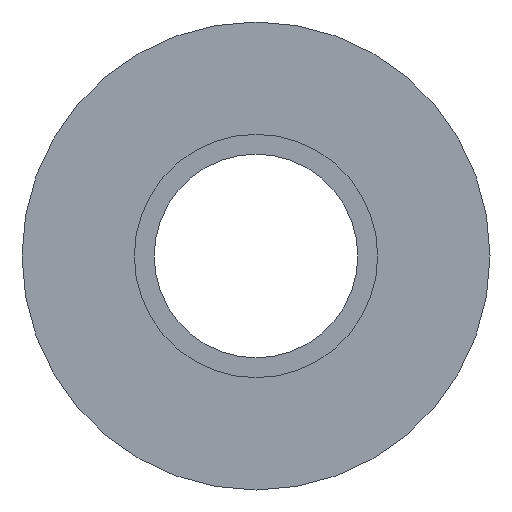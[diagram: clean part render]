
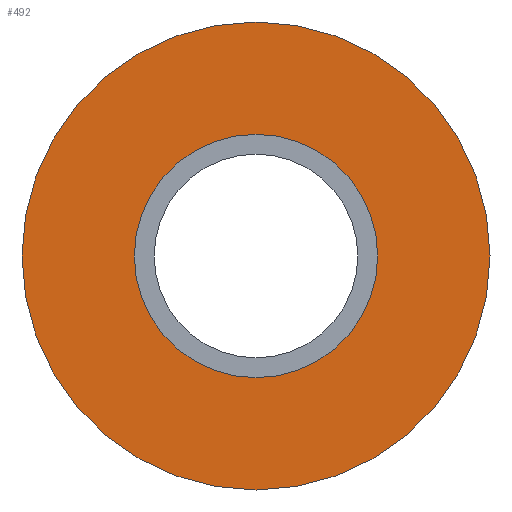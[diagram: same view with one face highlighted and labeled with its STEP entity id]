
A CAD part, front view. The second image highlights one B-rep face of the part: STEP entity #492.
In plain terms, the highlighted planar face has unit normal (0, -1, 0).
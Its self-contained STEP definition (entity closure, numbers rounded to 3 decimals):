
#15 = CIRCLE ( 'NONE', #51, 32.5 ) ;
#51 = AXIS2_PLACEMENT_3D ( 'NONE', #369, #407, #114 ) ;
#65 = ORIENTED_EDGE ( 'NONE', *, *, #304, .F. ) ;
#78 = EDGE_CURVE ( 'NONE', #116, #130, #271, .T. ) ;
#90 = ORIENTED_EDGE ( 'NONE', *, *, #251, .F. ) ;
#96 = FACE_BOUND ( 'NONE', #456, .T. ) ;
#108 = AXIS2_PLACEMENT_3D ( 'NONE', #186, #352, #181 ) ;
#110 = CARTESIAN_POINT ( 'NONE',  ( 0., -1., 0. ) ) ;
#112 = PLANE ( 'NONE',  #238 ) ;
#114 = DIRECTION ( 'NONE',  ( 0., 0., 1. ) ) ;
#115 = AXIS2_PLACEMENT_3D ( 'NONE', #110, #367, #150 ) ;
#116 = VERTEX_POINT ( 'NONE', #314 ) ;
#130 = VERTEX_POINT ( 'NONE', #146 ) ;
#146 = CARTESIAN_POINT ( 'NONE',  ( 0., -1., -32.5 ) ) ;
#150 = DIRECTION ( 'NONE',  ( 0., 0., -1. ) ) ;
#157 = DIRECTION ( 'NONE',  ( 0., -1., 0. ) ) ;
#181 = DIRECTION ( 'NONE',  ( 0., 0., 1. ) ) ;
#186 = CARTESIAN_POINT ( 'NONE',  ( 0., -1., 0. ) ) ;
#233 = CIRCLE ( 'NONE', #336, 16.9 ) ;
#238 = AXIS2_PLACEMENT_3D ( 'NONE', #440, #484, #289 ) ;
#251 = EDGE_CURVE ( 'NONE', #426, #294, #264, .T. ) ;
#263 = ORIENTED_EDGE ( 'NONE', *, *, #78, .F. ) ;
#264 = CIRCLE ( 'NONE', #115, 16.9 ) ;
#271 = CIRCLE ( 'NONE', #108, 32.5 ) ;
#289 = DIRECTION ( 'NONE',  ( 0., 0., -1. ) ) ;
#294 = VERTEX_POINT ( 'NONE', #361 ) ;
#304 = EDGE_CURVE ( 'NONE', #130, #116, #15, .T. ) ;
#314 = CARTESIAN_POINT ( 'NONE',  ( 0., -1., 32.5 ) ) ;
#321 = EDGE_CURVE ( 'NONE', #294, #426, #233, .T. ) ;
#329 = DIRECTION ( 'NONE',  ( 0., 0., -1. ) ) ;
#334 = CARTESIAN_POINT ( 'NONE',  ( 0., -1., 16.9 ) ) ;
#336 = AXIS2_PLACEMENT_3D ( 'NONE', #404, #157, #329 ) ;
#352 = DIRECTION ( 'NONE',  ( 0., 1., 0. ) ) ;
#361 = CARTESIAN_POINT ( 'NONE',  ( 0., -1., -16.9 ) ) ;
#367 = DIRECTION ( 'NONE',  ( 0., -1., 0. ) ) ;
#369 = CARTESIAN_POINT ( 'NONE',  ( 0., -1., 0. ) ) ;
#375 = EDGE_LOOP ( 'NONE', ( #263, #65 ) ) ;
#404 = CARTESIAN_POINT ( 'NONE',  ( 0., -1., 0. ) ) ;
#407 = DIRECTION ( 'NONE',  ( 0., 1., 0. ) ) ;
#420 = ORIENTED_EDGE ( 'NONE', *, *, #321, .F. ) ;
#426 = VERTEX_POINT ( 'NONE', #334 ) ;
#440 = CARTESIAN_POINT ( 'NONE',  ( 0., -1., 0. ) ) ;
#456 = EDGE_LOOP ( 'NONE', ( #420, #90 ) ) ;
#484 = DIRECTION ( 'NONE',  ( 0., -1., 0. ) ) ;
#492 = ADVANCED_FACE ( 'NONE', ( #96, #524 ), #112, .T. ) ;
#524 = FACE_OUTER_BOUND ( 'NONE', #375, .T. ) ;
